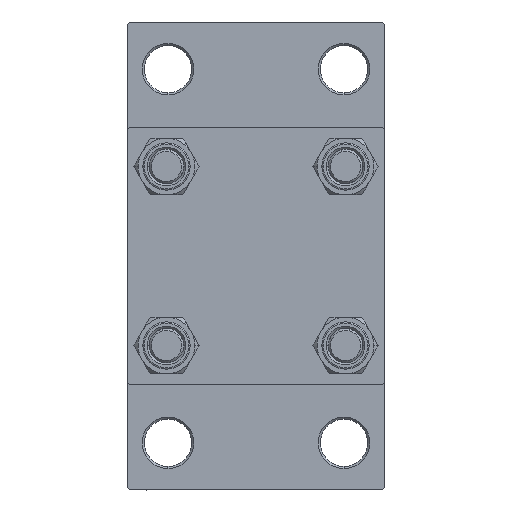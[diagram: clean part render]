
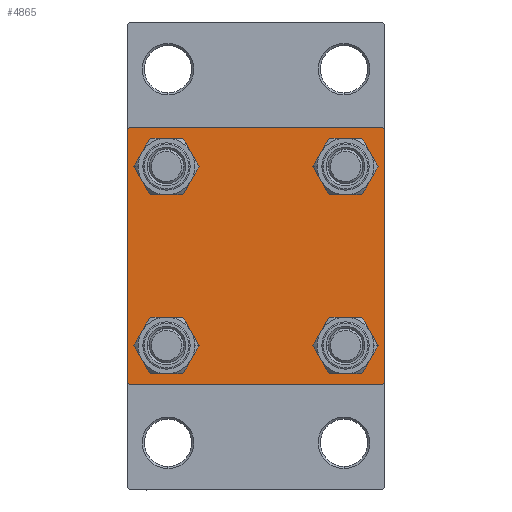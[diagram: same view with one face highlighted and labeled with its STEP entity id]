
A CAD part, left-side view. The second image highlights one B-rep face of the part: STEP entity #4865.
In plain terms, the highlighted planar face has unit normal (-1, 0, 0).
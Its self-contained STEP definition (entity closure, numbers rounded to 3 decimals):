
#1 = VERTEX_POINT ( 'NONE', #32771 ) ;
#43 = CARTESIAN_POINT ( 'NONE',  ( 0., 29.75, 29.75 ) ) ;
#47 = VERTEX_POINT ( 'NONE', #44875 ) ;
#290 = CARTESIAN_POINT ( 'NONE',  ( 0., 30., 30. ) ) ;
#541 = VERTEX_POINT ( 'NONE', #3943 ) ;
#1028 = DIRECTION ( 'NONE',  ( 1., 0., 0. ) ) ;
#1348 = EDGE_LOOP ( 'NONE', ( #39170, #13156, #42260, #41524, #24612, #13037, #22951, #32663 ) ) ;
#1782 = DIRECTION ( 'NONE',  ( -1., 0., 0. ) ) ;
#2111 = EDGE_CURVE ( 'NONE', #18355, #41402, #40744, .T. ) ;
#2768 = CARTESIAN_POINT ( 'NONE',  ( 0., -29.5, -30. ) ) ;
#3032 = ORIENTED_EDGE ( 'NONE', *, *, #46602, .T. ) ;
#3612 = DIRECTION ( 'NONE',  ( 1., 0., 0. ) ) ;
#3941 = DIRECTION ( 'NONE',  ( 0., 0., 1. ) ) ;
#3943 = CARTESIAN_POINT ( 'NONE',  ( 0., -20.85, -16.35 ) ) ;
#4416 = EDGE_CURVE ( 'NONE', #7214, #41569, #16084, .T. ) ;
#4618 = CARTESIAN_POINT ( 'NONE',  ( 0., 20.85, -16.35 ) ) ;
#4749 = DIRECTION ( 'NONE',  ( 0., -1., 0. ) ) ;
#4865 = ADVANCED_FACE ( 'NONE', ( #9180, #27317, #5118, #19688, #5348 ), #19922, .T. ) ;
#5118 = FACE_BOUND ( 'NONE', #38255, .T. ) ;
#5348 = FACE_OUTER_BOUND ( 'NONE', #1348, .T. ) ;
#5704 = AXIS2_PLACEMENT_3D ( 'NONE', #11521, #15096, #25123 ) ;
#5770 = CIRCLE ( 'NONE', #11131, 4.5 ) ;
#6242 = CARTESIAN_POINT ( 'NONE',  ( 0., -20.85, -20.85 ) ) ;
#6345 = CARTESIAN_POINT ( 'NONE',  ( 0., 20.85, 20.85 ) ) ;
#7214 = VERTEX_POINT ( 'NONE', #35023 ) ;
#7532 = EDGE_CURVE ( 'NONE', #47, #39745, #25119, .T. ) ;
#7759 = AXIS2_PLACEMENT_3D ( 'NONE', #30422, #27313, #37594 ) ;
#7784 = AXIS2_PLACEMENT_3D ( 'NONE', #22077, #36645, #3941 ) ;
#8110 = CARTESIAN_POINT ( 'NONE',  ( 0., 30., -30. ) ) ;
#8272 = EDGE_CURVE ( 'NONE', #1, #45388, #33117, .T. ) ;
#8852 = EDGE_CURVE ( 'NONE', #27293, #10346, #44420, .T. ) ;
#9180 = FACE_BOUND ( 'NONE', #23265, .T. ) ;
#9475 = DIRECTION ( 'NONE',  ( 1., 0., 0. ) ) ;
#9566 = EDGE_CURVE ( 'NONE', #37926, #38037, #32933, .T. ) ;
#9841 = DIRECTION ( 'NONE',  ( 1., 0., 0. ) ) ;
#10346 = VERTEX_POINT ( 'NONE', #2768 ) ;
#10797 = DIRECTION ( 'NONE',  ( 0., 0., 1. ) ) ;
#11131 = AXIS2_PLACEMENT_3D ( 'NONE', #6242, #9841, #10797 ) ;
#11521 = CARTESIAN_POINT ( 'NONE',  ( 0., 20.85, -20.85 ) ) ;
#12335 = LINE ( 'NONE', #22617, #27869 ) ;
#12639 = CIRCLE ( 'NONE', #34751, 4.5 ) ;
#12831 = CARTESIAN_POINT ( 'NONE',  ( 0., -20.85, 20.85 ) ) ;
#13001 = CIRCLE ( 'NONE', #39690, 4.5 ) ;
#13037 = ORIENTED_EDGE ( 'NONE', *, *, #17603, .T. ) ;
#13156 = ORIENTED_EDGE ( 'NONE', *, *, #16570, .T. ) ;
#13508 = VERTEX_POINT ( 'NONE', #38495 ) ;
#13677 = EDGE_CURVE ( 'NONE', #1, #47, #26075, .T. ) ;
#14563 = CARTESIAN_POINT ( 'NONE',  ( 0., 29.75, -29.75 ) ) ;
#15096 = DIRECTION ( 'NONE',  ( 1., 0., 0. ) ) ;
#15590 = CARTESIAN_POINT ( 'NONE',  ( 0., -30., 29.5 ) ) ;
#16084 = CIRCLE ( 'NONE', #42788, 4.5 ) ;
#16238 = EDGE_CURVE ( 'NONE', #38037, #37926, #24779, .T. ) ;
#16339 = DIRECTION ( 'NONE',  ( 0., 0., 1. ) ) ;
#16355 = CARTESIAN_POINT ( 'NONE',  ( 0., -29.5, 30. ) ) ;
#16570 = EDGE_CURVE ( 'NONE', #39745, #27293, #25787, .T. ) ;
#17020 = VERTEX_POINT ( 'NONE', #31818 ) ;
#17542 = ORIENTED_EDGE ( 'NONE', *, *, #44945, .T. ) ;
#17602 = EDGE_LOOP ( 'NONE', ( #3032, #32340 ) ) ;
#17603 = EDGE_CURVE ( 'NONE', #18355, #45388, #12335, .T. ) ;
#17729 = EDGE_LOOP ( 'NONE', ( #20791, #23370 ) ) ;
#18175 = CARTESIAN_POINT ( 'NONE',  ( 0., -20.85, 20.85 ) ) ;
#18227 = CARTESIAN_POINT ( 'NONE',  ( 0., -30., -29.5 ) ) ;
#18355 = VERTEX_POINT ( 'NONE', #15590 ) ;
#18478 = CARTESIAN_POINT ( 'NONE',  ( 0., 20.85, 20.85 ) ) ;
#18577 = EDGE_CURVE ( 'NONE', #45738, #17020, #12639, .T. ) ;
#19259 = EDGE_CURVE ( 'NONE', #13508, #541, #5770, .T. ) ;
#19688 = FACE_BOUND ( 'NONE', #17729, .T. ) ;
#19711 = VECTOR ( 'NONE', #36724, 1000. ) ;
#19901 = VECTOR ( 'NONE', #21765, 1000. ) ;
#19922 = PLANE ( 'NONE',  #26058 ) ;
#19989 = DIRECTION ( 'NONE',  ( 1., 0., 0. ) ) ;
#20791 = ORIENTED_EDGE ( 'NONE', *, *, #41461, .T. ) ;
#21765 = DIRECTION ( 'NONE',  ( 0., 0., -1. ) ) ;
#22077 = CARTESIAN_POINT ( 'NONE',  ( 0., 20.85, -20.85 ) ) ;
#22154 = CARTESIAN_POINT ( 'NONE',  ( 0., -29.75, -29.75 ) ) ;
#22617 = CARTESIAN_POINT ( 'NONE',  ( 0., -29.75, 29.75 ) ) ;
#22951 = ORIENTED_EDGE ( 'NONE', *, *, #8272, .F. ) ;
#23106 = DIRECTION ( 'NONE',  ( 0., 0., 1. ) ) ;
#23265 = EDGE_LOOP ( 'NONE', ( #17542, #25901 ) ) ;
#23370 = ORIENTED_EDGE ( 'NONE', *, *, #4416, .T. ) ;
#24612 = ORIENTED_EDGE ( 'NONE', *, *, #2111, .F. ) ;
#24779 = CIRCLE ( 'NONE', #5704, 4.5 ) ;
#25119 = LINE ( 'NONE', #290, #19901 ) ;
#25123 = DIRECTION ( 'NONE',  ( 0., 0., 1. ) ) ;
#25787 = LINE ( 'NONE', #14563, #27840 ) ;
#25901 = ORIENTED_EDGE ( 'NONE', *, *, #18577, .T. ) ;
#26058 = AXIS2_PLACEMENT_3D ( 'NONE', #34485, #1782, #16339 ) ;
#26075 = LINE ( 'NONE', #43, #30023 ) ;
#26221 = LINE ( 'NONE', #22154, #19711 ) ;
#27293 = VERTEX_POINT ( 'NONE', #29349 ) ;
#27313 = DIRECTION ( 'NONE',  ( 1., 0., 0. ) ) ;
#27317 = FACE_BOUND ( 'NONE', #17602, .T. ) ;
#27613 = DIRECTION ( 'NONE',  ( 0., 0., 1. ) ) ;
#27840 = VECTOR ( 'NONE', #39635, 1000. ) ;
#27869 = VECTOR ( 'NONE', #30232, 1000. ) ;
#28324 = VECTOR ( 'NONE', #36694, 1000. ) ;
#28336 = CIRCLE ( 'NONE', #7759, 4.5 ) ;
#28979 = VECTOR ( 'NONE', #37609, 1000. ) ;
#29022 = AXIS2_PLACEMENT_3D ( 'NONE', #18478, #1028, #29442 ) ;
#29209 = CARTESIAN_POINT ( 'NONE',  ( 0., 20.85, 25.35 ) ) ;
#29349 = CARTESIAN_POINT ( 'NONE',  ( 0., 29.5, -30. ) ) ;
#29442 = DIRECTION ( 'NONE',  ( 0., 0., 1. ) ) ;
#30023 = VECTOR ( 'NONE', #40161, 1000. ) ;
#30090 = DIRECTION ( 'NONE',  ( 0., 0., 1. ) ) ;
#30172 = CARTESIAN_POINT ( 'NONE',  ( 0., 30., -29.5 ) ) ;
#30232 = DIRECTION ( 'NONE',  ( 0., 0.707, 0.707 ) ) ;
#30422 = CARTESIAN_POINT ( 'NONE',  ( 0., -20.85, -20.85 ) ) ;
#30457 = ORIENTED_EDGE ( 'NONE', *, *, #16238, .T. ) ;
#31818 = CARTESIAN_POINT ( 'NONE',  ( 0., -20.85, 25.35 ) ) ;
#32340 = ORIENTED_EDGE ( 'NONE', *, *, #19259, .T. ) ;
#32663 = ORIENTED_EDGE ( 'NONE', *, *, #13677, .T. ) ;
#32771 = CARTESIAN_POINT ( 'NONE',  ( 0., 29.5, 30. ) ) ;
#32880 = CARTESIAN_POINT ( 'NONE',  ( 0., 30., 30. ) ) ;
#32933 = CIRCLE ( 'NONE', #7784, 4.5 ) ;
#33117 = LINE ( 'NONE', #32880, #28324 ) ;
#34485 = CARTESIAN_POINT ( 'NONE',  ( 0., 0., 0. ) ) ;
#34751 = AXIS2_PLACEMENT_3D ( 'NONE', #18175, #3612, #30090 ) ;
#35023 = CARTESIAN_POINT ( 'NONE',  ( 0., 20.85, 16.35 ) ) ;
#36234 = EDGE_CURVE ( 'NONE', #10346, #41402, #26221, .T. ) ;
#36645 = DIRECTION ( 'NONE',  ( 1., 0., 0. ) ) ;
#36694 = DIRECTION ( 'NONE',  ( 0., -1., 0. ) ) ;
#36724 = DIRECTION ( 'NONE',  ( 0., -0.707, 0.707 ) ) ;
#37358 = CARTESIAN_POINT ( 'NONE',  ( 0., -20.85, 16.35 ) ) ;
#37594 = DIRECTION ( 'NONE',  ( 0., 0., 1. ) ) ;
#37609 = DIRECTION ( 'NONE',  ( 0., 0., -1. ) ) ;
#37926 = VERTEX_POINT ( 'NONE', #4618 ) ;
#38037 = VERTEX_POINT ( 'NONE', #38722 ) ;
#38172 = CIRCLE ( 'NONE', #29022, 4.5 ) ;
#38255 = EDGE_LOOP ( 'NONE', ( #43179, #30457 ) ) ;
#38266 = VECTOR ( 'NONE', #4749, 1000. ) ;
#38495 = CARTESIAN_POINT ( 'NONE',  ( 0., -20.85, -25.35 ) ) ;
#38722 = CARTESIAN_POINT ( 'NONE',  ( 0., 20.85, -25.35 ) ) ;
#39170 = ORIENTED_EDGE ( 'NONE', *, *, #7532, .T. ) ;
#39635 = DIRECTION ( 'NONE',  ( 0., -0.707, -0.707 ) ) ;
#39690 = AXIS2_PLACEMENT_3D ( 'NONE', #12831, #19989, #23106 ) ;
#39745 = VERTEX_POINT ( 'NONE', #30172 ) ;
#40161 = DIRECTION ( 'NONE',  ( 0., 0.707, -0.707 ) ) ;
#40744 = LINE ( 'NONE', #43870, #28979 ) ;
#41402 = VERTEX_POINT ( 'NONE', #18227 ) ;
#41461 = EDGE_CURVE ( 'NONE', #41569, #7214, #38172, .T. ) ;
#41524 = ORIENTED_EDGE ( 'NONE', *, *, #36234, .T. ) ;
#41569 = VERTEX_POINT ( 'NONE', #29209 ) ;
#42260 = ORIENTED_EDGE ( 'NONE', *, *, #8852, .T. ) ;
#42788 = AXIS2_PLACEMENT_3D ( 'NONE', #6345, #9475, #27613 ) ;
#43179 = ORIENTED_EDGE ( 'NONE', *, *, #9566, .T. ) ;
#43870 = CARTESIAN_POINT ( 'NONE',  ( 0., -30., 30. ) ) ;
#44420 = LINE ( 'NONE', #8110, #38266 ) ;
#44875 = CARTESIAN_POINT ( 'NONE',  ( 0., 30., 29.5 ) ) ;
#44945 = EDGE_CURVE ( 'NONE', #17020, #45738, #13001, .T. ) ;
#45388 = VERTEX_POINT ( 'NONE', #16355 ) ;
#45738 = VERTEX_POINT ( 'NONE', #37358 ) ;
#46602 = EDGE_CURVE ( 'NONE', #541, #13508, #28336, .T. ) ;
